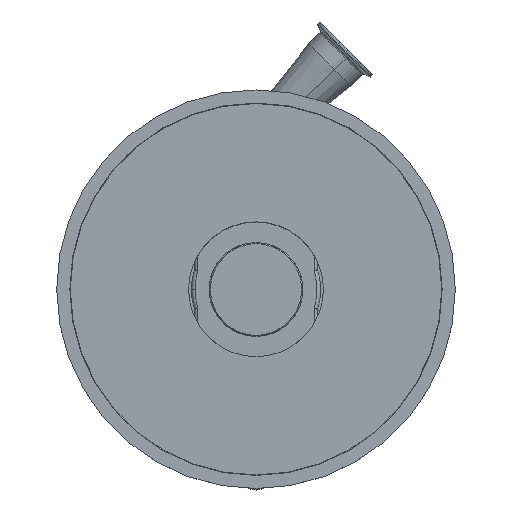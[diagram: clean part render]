
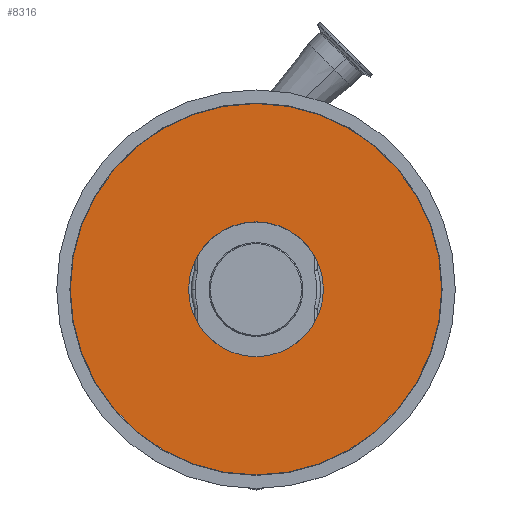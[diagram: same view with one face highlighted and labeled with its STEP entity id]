
A CAD part, top view. The second image highlights one B-rep face of the part: STEP entity #8316.
In plain terms, the highlighted planar face has unit normal (0, 0, 1).
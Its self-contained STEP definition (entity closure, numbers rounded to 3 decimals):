
#103 = EDGE_CURVE ( 'NONE', #11462, #7433, #11381, .T. ) ;
#244 = CARTESIAN_POINT ( 'NONE',  ( 57.5, 0., -9. ) ) ;
#2781 = CARTESIAN_POINT ( 'NONE',  ( 0., 0., -9. ) ) ;
#2856 = ORIENTED_EDGE ( 'NONE', *, *, #103, .F. ) ;
#3188 = EDGE_LOOP ( 'NONE', ( #11685, #12677 ) ) ;
#3241 = AXIS2_PLACEMENT_3D ( 'NONE', #10830, #12913, #8754 ) ;
#3493 = AXIS2_PLACEMENT_3D ( 'NONE', #2781, #5940, #10046 ) ;
#3818 = VERTEX_POINT ( 'NONE', #6771 ) ;
#4078 = CARTESIAN_POINT ( 'NONE',  ( 0., 0., -9. ) ) ;
#4656 = EDGE_CURVE ( 'NONE', #3818, #4892, #7511, .T. ) ;
#4720 = AXIS2_PLACEMENT_3D ( 'NONE', #5132, #8354, #9220 ) ;
#4892 = VERTEX_POINT ( 'NONE', #8097 ) ;
#5112 = CARTESIAN_POINT ( 'NONE',  ( 0., 0., -9. ) ) ;
#5132 = CARTESIAN_POINT ( 'NONE',  ( 0., 0., -9. ) ) ;
#5665 = AXIS2_PLACEMENT_3D ( 'NONE', #5112, #6177, #12352 ) ;
#5876 = CIRCLE ( 'NONE', #5665, 57.5 ) ;
#5940 = DIRECTION ( 'NONE',  ( 0., 0., 1. ) ) ;
#6177 = DIRECTION ( 'NONE',  ( 0., 0., 1. ) ) ;
#6771 = CARTESIAN_POINT ( 'NONE',  ( 158.4, 0., -9. ) ) ;
#7314 = CIRCLE ( 'NONE', #3241, 158.4 ) ;
#7433 = VERTEX_POINT ( 'NONE', #10891 ) ;
#7511 = CIRCLE ( 'NONE', #4720, 158.4 ) ;
#7763 = FACE_OUTER_BOUND ( 'NONE', #3188, .T. ) ;
#7777 = ORIENTED_EDGE ( 'NONE', *, *, #8889, .F. ) ;
#8097 = CARTESIAN_POINT ( 'NONE',  ( -158.4, 0., -9. ) ) ;
#8316 = ADVANCED_FACE ( 'NONE', ( #7763, #11840 ), #11976, .T. ) ;
#8354 = DIRECTION ( 'NONE',  ( 0., 0., 1. ) ) ;
#8393 = DIRECTION ( 'NONE',  ( 0., 0., 1. ) ) ;
#8754 = DIRECTION ( 'NONE',  ( 1., 0., 0. ) ) ;
#8889 = EDGE_CURVE ( 'NONE', #7433, #11462, #5876, .T. ) ;
#9220 = DIRECTION ( 'NONE',  ( 1., 0., 0. ) ) ;
#9244 = AXIS2_PLACEMENT_3D ( 'NONE', #4078, #8393, #11266 ) ;
#10046 = DIRECTION ( 'NONE',  ( 1., 0., 0. ) ) ;
#10830 = CARTESIAN_POINT ( 'NONE',  ( 0., 0., -9. ) ) ;
#10891 = CARTESIAN_POINT ( 'NONE',  ( -57.5, 0., -9. ) ) ;
#11266 = DIRECTION ( 'NONE',  ( 1., 0., 0. ) ) ;
#11381 = CIRCLE ( 'NONE', #9244, 57.5 ) ;
#11462 = VERTEX_POINT ( 'NONE', #244 ) ;
#11685 = ORIENTED_EDGE ( 'NONE', *, *, #4656, .T. ) ;
#11840 = FACE_BOUND ( 'NONE', #13207, .T. ) ;
#11976 = PLANE ( 'NONE',  #3493 ) ;
#12222 = EDGE_CURVE ( 'NONE', #4892, #3818, #7314, .T. ) ;
#12352 = DIRECTION ( 'NONE',  ( 1., 0., 0. ) ) ;
#12677 = ORIENTED_EDGE ( 'NONE', *, *, #12222, .T. ) ;
#12913 = DIRECTION ( 'NONE',  ( 0., 0., 1. ) ) ;
#13207 = EDGE_LOOP ( 'NONE', ( #2856, #7777 ) ) ;
